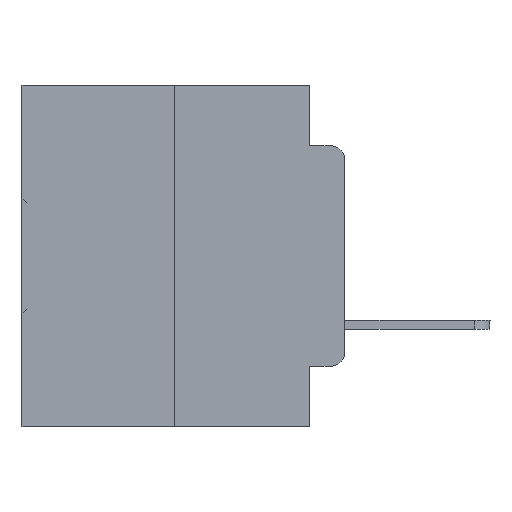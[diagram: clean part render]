
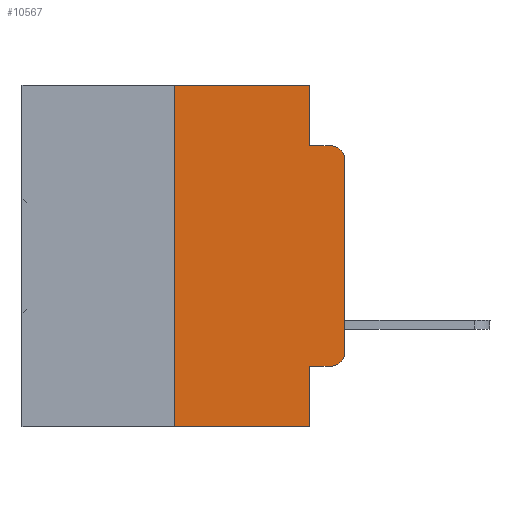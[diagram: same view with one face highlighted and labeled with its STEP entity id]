
A CAD part, left-side view. The second image highlights one B-rep face of the part: STEP entity #10567.
In plain terms, the highlighted planar face has unit normal (-1, 0, 0).
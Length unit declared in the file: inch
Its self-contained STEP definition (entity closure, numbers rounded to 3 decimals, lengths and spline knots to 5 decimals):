
#2343 = VERTEX_POINT ( 'NONE', #10142 ) ;
#2382 = EDGE_CURVE ( 'NONE', #13308, #9813, #25210, .T. ) ;
#2404 = EDGE_CURVE ( 'NONE', #10218, #9621, #4010, .T. ) ;
#3587 = VERTEX_POINT ( 'NONE', #13914 ) ;
#3747 = VECTOR ( 'NONE', #17334, 39.37008 ) ;
#4010 = LINE ( 'NONE', #5966, #28411 ) ;
#4982 = ORIENTED_EDGE ( 'NONE', *, *, #28702, .F. ) ;
#5189 = CARTESIAN_POINT ( 'NONE',  ( 0., 0.473, -0.5 ) ) ;
#5631 = DIRECTION ( 'NONE',  ( 0., 0., -1. ) ) ;
#5966 = CARTESIAN_POINT ( 'NONE',  ( 0., 0.051, 0. ) ) ;
#7045 = CARTESIAN_POINT ( 'NONE',  ( 0., 0.051, -0.0885 ) ) ;
#7139 = CIRCLE ( 'NONE', #7677, 0.02 ) ;
#7620 = CARTESIAN_POINT ( 'NONE',  ( 0., 0.051, -0.4115 ) ) ;
#7677 = AXIS2_PLACEMENT_3D ( 'NONE', #25669, #20536, #30787 ) ;
#7811 = VERTEX_POINT ( 'NONE', #25792 ) ;
#8100 = AXIS2_PLACEMENT_3D ( 'NONE', #9265, #22201, #21972 ) ;
#8805 = EDGE_CURVE ( 'NONE', #9813, #2343, #25511, .T. ) ;
#9257 = VECTOR ( 'NONE', #22440, 39.37008 ) ;
#9265 = CARTESIAN_POINT ( 'NONE',  ( 0., 0.473, 0. ) ) ;
#9372 = LINE ( 'NONE', #32822, #3747 ) ;
#9621 = VERTEX_POINT ( 'NONE', #19993 ) ;
#9813 = VERTEX_POINT ( 'NONE', #21467 ) ;
#10142 = CARTESIAN_POINT ( 'NONE',  ( 0., 0.02, -0.0885 ) ) ;
#10218 = VERTEX_POINT ( 'NONE', #7620 ) ;
#10442 = VECTOR ( 'NONE', #28311, 39.37008 ) ;
#10567 = ADVANCED_FACE ( 'NONE', ( #27784 ), #29460, .F. ) ;
#11965 = CARTESIAN_POINT ( 'NONE',  ( 0., 0., -0.3915 ) ) ;
#12690 = LINE ( 'NONE', #16564, #19103 ) ;
#12747 = EDGE_CURVE ( 'NONE', #3587, #9621, #19629, .T. ) ;
#12971 = VERTEX_POINT ( 'NONE', #21596 ) ;
#13308 = VERTEX_POINT ( 'NONE', #20352 ) ;
#13914 = CARTESIAN_POINT ( 'NONE',  ( 0., 0.25, -0.5 ) ) ;
#14543 = LINE ( 'NONE', #19771, #26139 ) ;
#14705 = VECTOR ( 'NONE', #32126, 39.37008 ) ;
#14729 = CARTESIAN_POINT ( 'NONE',  ( 0., 0.25, 0. ) ) ;
#15937 = ORIENTED_EDGE ( 'NONE', *, *, #8805, .F. ) ;
#16033 = LINE ( 'NONE', #14729, #9257 ) ;
#16564 = CARTESIAN_POINT ( 'NONE',  ( 0., 0.473, 0. ) ) ;
#16775 = EDGE_CURVE ( 'NONE', #10218, #7811, #14543, .T. ) ;
#16994 = DIRECTION ( 'NONE',  ( 0., 0., -1. ) ) ;
#17334 = DIRECTION ( 'NONE',  ( 0., 0., 1. ) ) ;
#19103 = VECTOR ( 'NONE', #31702, 39.37008 ) ;
#19457 = CARTESIAN_POINT ( 'NONE',  ( 0., 0.02, -0.1085 ) ) ;
#19629 = LINE ( 'NONE', #5189, #10442 ) ;
#19771 = CARTESIAN_POINT ( 'NONE',  ( 0., 0.051, -0.4115 ) ) ;
#19993 = CARTESIAN_POINT ( 'NONE',  ( 0., 0.051, -0.5 ) ) ;
#20049 = ORIENTED_EDGE ( 'NONE', *, *, #2404, .F. ) ;
#20352 = CARTESIAN_POINT ( 'NONE',  ( 0., 0.051, 0. ) ) ;
#20536 = DIRECTION ( 'NONE',  ( -1., 0., 0. ) ) ;
#20626 = DIRECTION ( 'NONE',  ( 0., 0., -1. ) ) ;
#21013 = ORIENTED_EDGE ( 'NONE', *, *, #24109, .T. ) ;
#21467 = CARTESIAN_POINT ( 'NONE',  ( 0., 0.051, -0.0885 ) ) ;
#21596 = CARTESIAN_POINT ( 'NONE',  ( 0., 0.25, 0. ) ) ;
#21972 = DIRECTION ( 'NONE',  ( 0., 0., -1. ) ) ;
#22014 = EDGE_CURVE ( 'NONE', #12971, #13308, #12690, .T. ) ;
#22174 = CIRCLE ( 'NONE', #30204, 0.02 ) ;
#22201 = DIRECTION ( 'NONE',  ( 1., 0., 0. ) ) ;
#22440 = DIRECTION ( 'NONE',  ( 0., 0., 1. ) ) ;
#23355 = VERTEX_POINT ( 'NONE', #24302 ) ;
#23425 = ORIENTED_EDGE ( 'NONE', *, *, #23916, .T. ) ;
#23594 = VECTOR ( 'NONE', #20626, 39.37008 ) ;
#23916 = EDGE_CURVE ( 'NONE', #23355, #2343, #22174, .T. ) ;
#24109 = EDGE_CURVE ( 'NONE', #28284, #23355, #9372, .T. ) ;
#24302 = CARTESIAN_POINT ( 'NONE',  ( 0., 0., -0.1085 ) ) ;
#24800 = DIRECTION ( 'NONE',  ( 0., -1., 0. ) ) ;
#25210 = LINE ( 'NONE', #28438, #23594 ) ;
#25511 = LINE ( 'NONE', #7045, #14705 ) ;
#25669 = CARTESIAN_POINT ( 'NONE',  ( 0., 0.02, -0.3915 ) ) ;
#25792 = CARTESIAN_POINT ( 'NONE',  ( 0., 0.02, -0.4115 ) ) ;
#26139 = VECTOR ( 'NONE', #24800, 39.37008 ) ;
#27784 = FACE_OUTER_BOUND ( 'NONE', #29281, .T. ) ;
#28108 = ORIENTED_EDGE ( 'NONE', *, *, #30431, .T. ) ;
#28284 = VERTEX_POINT ( 'NONE', #11965 ) ;
#28311 = DIRECTION ( 'NONE',  ( 0., -1., 0. ) ) ;
#28411 = VECTOR ( 'NONE', #5631, 39.37008 ) ;
#28438 = CARTESIAN_POINT ( 'NONE',  ( 0., 0.051, 0. ) ) ;
#28702 = EDGE_CURVE ( 'NONE', #3587, #12971, #16033, .T. ) ;
#28751 = ORIENTED_EDGE ( 'NONE', *, *, #12747, .T. ) ;
#28917 = ORIENTED_EDGE ( 'NONE', *, *, #16775, .T. ) ;
#29281 = EDGE_LOOP ( 'NONE', ( #21013, #23425, #15937, #31365, #30217, #4982, #28751, #20049, #28917, #28108 ) ) ;
#29460 = PLANE ( 'NONE',  #8100 ) ;
#30204 = AXIS2_PLACEMENT_3D ( 'NONE', #19457, #32251, #16994 ) ;
#30217 = ORIENTED_EDGE ( 'NONE', *, *, #22014, .F. ) ;
#30431 = EDGE_CURVE ( 'NONE', #7811, #28284, #7139, .T. ) ;
#30787 = DIRECTION ( 'NONE',  ( 0., 0., -1. ) ) ;
#31365 = ORIENTED_EDGE ( 'NONE', *, *, #2382, .F. ) ;
#31702 = DIRECTION ( 'NONE',  ( 0., -1., 0. ) ) ;
#32126 = DIRECTION ( 'NONE',  ( 0., -1., 0. ) ) ;
#32251 = DIRECTION ( 'NONE',  ( -1., 0., 0. ) ) ;
#32822 = CARTESIAN_POINT ( 'NONE',  ( 0., 0., 0. ) ) ;
